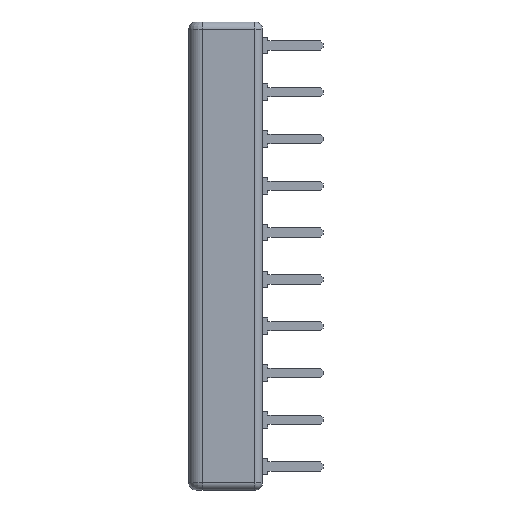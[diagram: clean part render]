
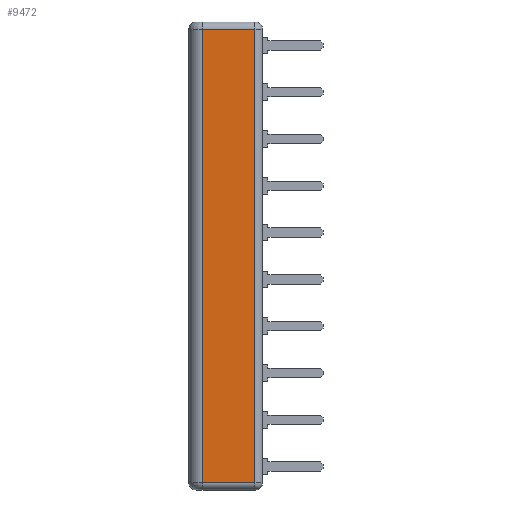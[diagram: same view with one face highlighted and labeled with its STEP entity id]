
A CAD part, left-side view. The second image highlights one B-rep face of the part: STEP entity #9472.
In plain terms, the highlighted planar face has unit normal (-0.999, 0.035, 0).
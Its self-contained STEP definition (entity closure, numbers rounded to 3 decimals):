
#8571 = CYLINDRICAL_SURFACE('',#8572,0.4);
#8572 = AXIS2_PLACEMENT_3D('',#8573,#8574,#8575);
#8573 = CARTESIAN_POINT('',(0.414,0.4,0.));
#8574 = DIRECTION('',(0.,0.,-1.));
#8575 = DIRECTION('',(0.,-1.,0.));
#8647 = CYLINDRICAL_SURFACE('',#8648,0.4);
#8648 = AXIS2_PLACEMENT_3D('',#8649,#8650,#8651);
#8649 = CARTESIAN_POINT('',(0.513,3.224,-0.4));
#8650 = DIRECTION('',(-0.035,-0.999,0.));
#8651 = DIRECTION('',(0.,0.,1.));
#8844 = CYLINDRICAL_SURFACE('',#8845,0.4);
#8845 = AXIS2_PLACEMENT_3D('',#8846,#8847,#8848);
#8846 = CARTESIAN_POINT('',(0.513,3.224,-25.));
#8847 = DIRECTION('',(-0.035,-0.999,0.));
#8848 = DIRECTION('',(-0.999,0.035,0.));
#9019 = CYLINDRICAL_SURFACE('',#9020,0.79);
#9020 = AXIS2_PLACEMENT_3D('',#9021,#9022,#9023);
#9021 = CARTESIAN_POINT('',(0.903,3.21,0.));
#9022 = DIRECTION('',(0.,0.,-1.));
#9023 = DIRECTION('',(0.,1.,0.));
#9119 = VERTEX_POINT('',#9120);
#9120 = CARTESIAN_POINT('',(0.014,0.414,-0.4));
#9142 = EDGE_CURVE('',#9119,#9143,#9145,.T.);
#9143 = VERTEX_POINT('',#9144);
#9144 = CARTESIAN_POINT('',(0.014,0.414,-25.));
#9145 = SURFACE_CURVE('',#9146,(#9150,#9157),.PCURVE_S1.);
#9146 = LINE('',#9147,#9148);
#9147 = CARTESIAN_POINT('',(0.014,0.414,0.)
  );
#9148 = VECTOR('',#9149,1.);
#9149 = DIRECTION('',(0.,0.,-1.));
#9150 = PCURVE('',#8571,#9151);
#9151 = DEFINITIONAL_REPRESENTATION('',(#9152),#9156);
#9152 = LINE('',#9153,#9154);
#9153 = CARTESIAN_POINT('',(1.606,0.));
#9154 = VECTOR('',#9155,1.);
#9155 = DIRECTION('',(0.,1.));
#9156 = ( GEOMETRIC_REPRESENTATION_CONTEXT(2) 
PARAMETRIC_REPRESENTATION_CONTEXT() REPRESENTATION_CONTEXT('2D SPACE',''
  ) );
#9157 = PCURVE('',#9158,#9163);
#9158 = PLANE('',#9159);
#9159 = AXIS2_PLACEMENT_3D('',#9160,#9161,#9162);
#9160 = CARTESIAN_POINT('',(0.14,3.998,0.));
#9161 = DIRECTION('',(-0.999,0.035,0.));
#9162 = DIRECTION('',(-0.035,-0.999,0.));
#9163 = DEFINITIONAL_REPRESENTATION('',(#9164),#9168);
#9164 = LINE('',#9165,#9166);
#9165 = CARTESIAN_POINT('',(3.586,0.));
#9166 = VECTOR('',#9167,1.);
#9167 = DIRECTION('',(0.,-1.));
#9168 = ( GEOMETRIC_REPRESENTATION_CONTEXT(2) 
PARAMETRIC_REPRESENTATION_CONTEXT() REPRESENTATION_CONTEXT('2D SPACE',''
  ) );
#9196 = VERTEX_POINT('',#9197);
#9197 = CARTESIAN_POINT('',(0.113,3.238,-0.4));
#9217 = EDGE_CURVE('',#9196,#9119,#9218,.T.);
#9218 = SURFACE_CURVE('',#9219,(#9223,#9230),.PCURVE_S1.);
#9219 = LINE('',#9220,#9221);
#9220 = CARTESIAN_POINT('',(0.113,3.238,-0.4));
#9221 = VECTOR('',#9222,1.);
#9222 = DIRECTION('',(-0.035,-0.999,0.));
#9223 = PCURVE('',#8647,#9224);
#9224 = DEFINITIONAL_REPRESENTATION('',(#9225),#9229);
#9225 = LINE('',#9226,#9227);
#9226 = CARTESIAN_POINT('',(1.571,0.));
#9227 = VECTOR('',#9228,1.);
#9228 = DIRECTION('',(0.,1.));
#9229 = ( GEOMETRIC_REPRESENTATION_CONTEXT(2) 
PARAMETRIC_REPRESENTATION_CONTEXT() REPRESENTATION_CONTEXT('2D SPACE',''
  ) );
#9230 = PCURVE('',#9158,#9231);
#9231 = DEFINITIONAL_REPRESENTATION('',(#9232),#9236);
#9232 = LINE('',#9233,#9234);
#9233 = CARTESIAN_POINT('',(0.76,-0.4));
#9234 = VECTOR('',#9235,1.);
#9235 = DIRECTION('',(1.,0.));
#9236 = ( GEOMETRIC_REPRESENTATION_CONTEXT(2) 
PARAMETRIC_REPRESENTATION_CONTEXT() REPRESENTATION_CONTEXT('2D SPACE',''
  ) );
#9317 = VERTEX_POINT('',#9318);
#9318 = CARTESIAN_POINT('',(0.113,3.238,-25.));
#9359 = EDGE_CURVE('',#9317,#9143,#9360,.T.);
#9360 = SURFACE_CURVE('',#9361,(#9365,#9372),.PCURVE_S1.);
#9361 = LINE('',#9362,#9363);
#9362 = CARTESIAN_POINT('',(0.113,3.238,-25.));
#9363 = VECTOR('',#9364,1.);
#9364 = DIRECTION('',(-0.035,-0.999,0.));
#9365 = PCURVE('',#8844,#9366);
#9366 = DEFINITIONAL_REPRESENTATION('',(#9367),#9371);
#9367 = LINE('',#9368,#9369);
#9368 = CARTESIAN_POINT('',(0.,0.));
#9369 = VECTOR('',#9370,1.);
#9370 = DIRECTION('',(0.,1.));
#9371 = ( GEOMETRIC_REPRESENTATION_CONTEXT(2) 
PARAMETRIC_REPRESENTATION_CONTEXT() REPRESENTATION_CONTEXT('2D SPACE',''
  ) );
#9372 = PCURVE('',#9158,#9373);
#9373 = DEFINITIONAL_REPRESENTATION('',(#9374),#9378);
#9374 = LINE('',#9375,#9376);
#9375 = CARTESIAN_POINT('',(0.76,-25.));
#9376 = VECTOR('',#9377,1.);
#9377 = DIRECTION('',(1.,0.));
#9378 = ( GEOMETRIC_REPRESENTATION_CONTEXT(2) 
PARAMETRIC_REPRESENTATION_CONTEXT() REPRESENTATION_CONTEXT('2D SPACE',''
  ) );
#9439 = EDGE_CURVE('',#9196,#9317,#9440,.T.);
#9440 = SURFACE_CURVE('',#9441,(#9445,#9452),.PCURVE_S1.);
#9441 = LINE('',#9442,#9443);
#9442 = CARTESIAN_POINT('',(0.113,3.238,0.));
#9443 = VECTOR('',#9444,1.);
#9444 = DIRECTION('',(0.,0.,-1.));
#9445 = PCURVE('',#9019,#9446);
#9446 = DEFINITIONAL_REPRESENTATION('',(#9447),#9451);
#9447 = LINE('',#9448,#9449);
#9448 = CARTESIAN_POINT('',(-1.536,0.));
#9449 = VECTOR('',#9450,1.);
#9450 = DIRECTION('',(0.,1.));
#9451 = ( GEOMETRIC_REPRESENTATION_CONTEXT(2) 
PARAMETRIC_REPRESENTATION_CONTEXT() REPRESENTATION_CONTEXT('2D SPACE',''
  ) );
#9452 = PCURVE('',#9158,#9453);
#9453 = DEFINITIONAL_REPRESENTATION('',(#9454),#9458);
#9454 = LINE('',#9455,#9456);
#9455 = CARTESIAN_POINT('',(0.76,0.));
#9456 = VECTOR('',#9457,1.);
#9457 = DIRECTION('',(0.,-1.));
#9458 = ( GEOMETRIC_REPRESENTATION_CONTEXT(2) 
PARAMETRIC_REPRESENTATION_CONTEXT() REPRESENTATION_CONTEXT('2D SPACE',''
  ) );
#9472 = ADVANCED_FACE('',(#9473),#9158,.T.);
#9473 = FACE_BOUND('',#9474,.T.);
#9474 = EDGE_LOOP('',(#9475,#9476,#9477,#9478));
#9475 = ORIENTED_EDGE('',*,*,#9142,.F.);
#9476 = ORIENTED_EDGE('',*,*,#9217,.F.);
#9477 = ORIENTED_EDGE('',*,*,#9439,.T.);
#9478 = ORIENTED_EDGE('',*,*,#9359,.T.);
